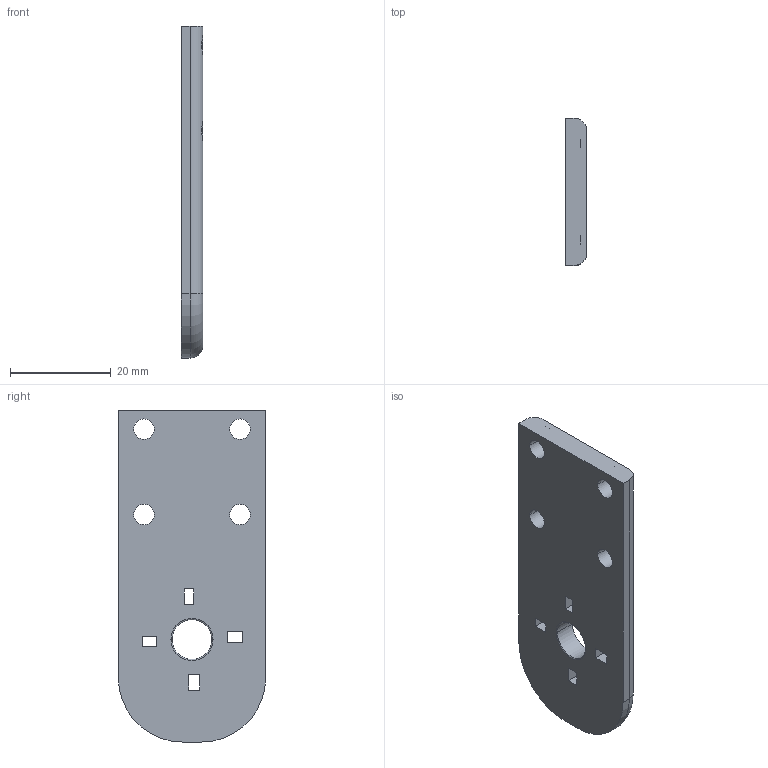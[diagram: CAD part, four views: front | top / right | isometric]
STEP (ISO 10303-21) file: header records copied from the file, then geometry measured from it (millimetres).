
FILE_DESCRIPTION (( 'STEP AP203' ), '1' );
FILE_NAME ('J5 Turret Left Arm.STEP', '2016-07-29T00:24:11', ( '' ), ( '' ), 'SwSTEP 2.0', 'SolidWorks 2015', '' );
FILE_SCHEMA (( 'CONFIG_CONTROL_DESIGN' ));
Length unit declared in the file: inch
Products named in the file (1): J5 Turret Left Arm
Bounding box: 4.32 x 29.21 x 65.81 mm (x, y, z)
Volume: 7102.7 mm3; surface area: 4611.7 mm2
Topology: 1 solids, 1 shells, 53 faces, 147 edges, 96 vertices
Faces by surface type: plane 26, cylinder 23, torus 4
Entity records: 1876 total; most frequent: CARTESIAN_POINT 369, DIRECTION 299, ORIENTED_EDGE 294, EDGE_CURVE 147, AXIS2_PLACEMENT_3D 106, VERTEX_POINT 96, LINE 87, VECTOR 87
